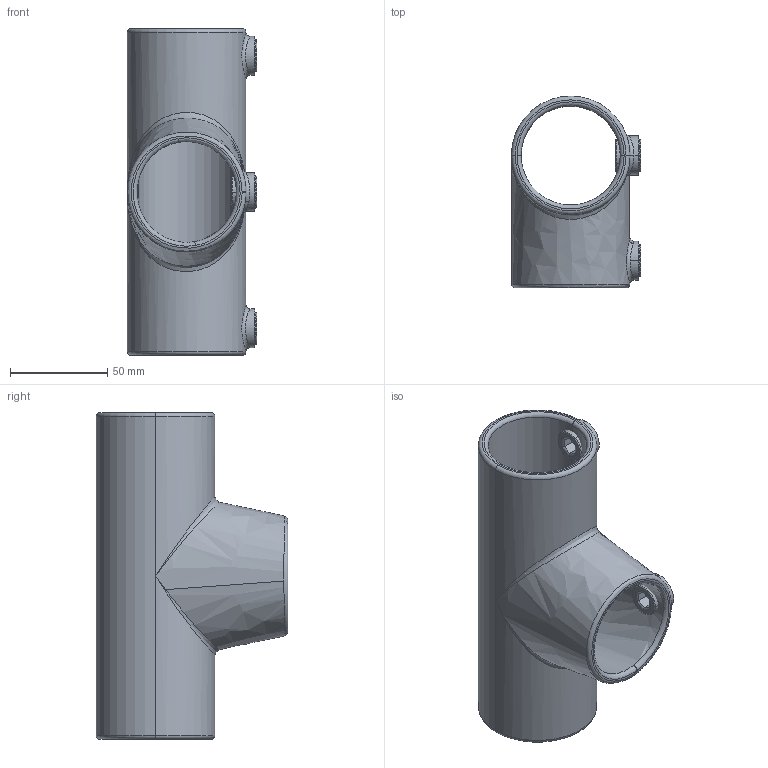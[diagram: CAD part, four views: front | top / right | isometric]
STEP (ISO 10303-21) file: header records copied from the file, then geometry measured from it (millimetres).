
FILE_DESCRIPTION (( 'STEP AP203' ), '1' );
FILE_NAME ('0521240000.STEP', '2024-07-01T13:45:03', ( '' ), ( '' ), 'SwSTEP 2.0', 'SolidWorks 2022', '' );
FILE_SCHEMA (( 'CONFIG_CONTROL_DESIGN' ));
Length unit declared in the file: metre
Products named in the file (1): 0521240000
Bounding box: 66.5 x 98.5 x 168 mm (x, y, z)
Volume: 181381.6 mm3; surface area: 77229 mm2
Topology: 4 solids, 4 shells, 125 faces, 293 edges, 174 vertices
Faces by surface type: cylinder 58, plane 30, torus 20, bspline 17
Entity records: 13945 total; most frequent: CARTESIAN_POINT 11268, ORIENTED_EDGE 586, DIRECTION 480, EDGE_CURVE 293, AXIS2_PLACEMENT_3D 183, VERTEX_POINT 174, EDGE_LOOP 139, ADVANCED_FACE 125
